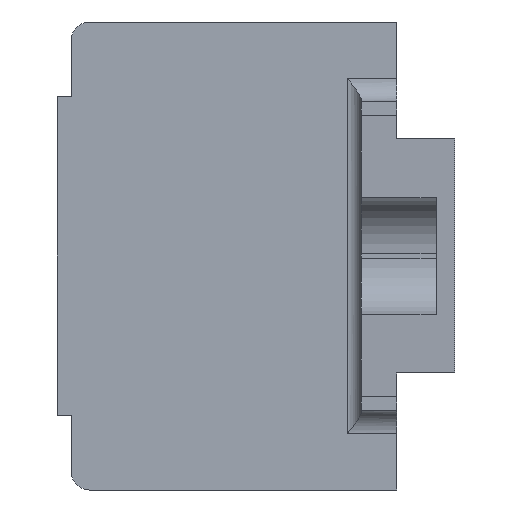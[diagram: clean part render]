
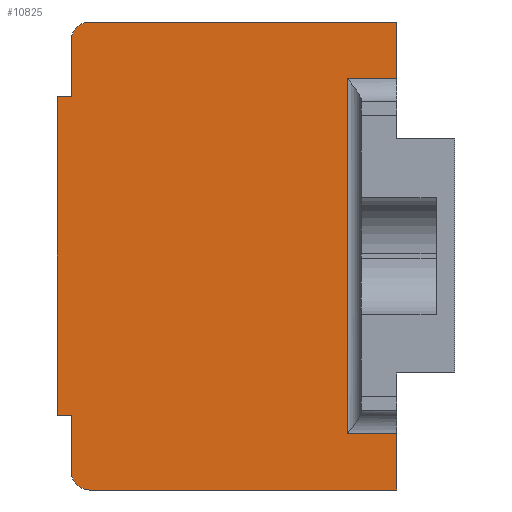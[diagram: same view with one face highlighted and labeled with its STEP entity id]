
A CAD part, left-side view. The second image highlights one B-rep face of the part: STEP entity #10825.
In plain terms, the highlighted planar face has unit normal (-1, 0, 0).
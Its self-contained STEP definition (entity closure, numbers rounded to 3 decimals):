
#4192=DIRECTION('',(0.,0.,-1.));
#4193=VECTOR('',#4192,6.);
#4194=CARTESIAN_POINT('',(-30.25,6.2,-19.));
#4195=LINE('',#4194,#4193);
#4196=DIRECTION('',(0.,1.,0.));
#4197=VECTOR('',#4196,32.8);
#4198=CARTESIAN_POINT('',(-30.25,6.2,-25.));
#4199=LINE('',#4198,#4197);
#4200=CARTESIAN_POINT('',(-30.25,39.,-23.));
#4201=DIRECTION('',(1.,0.,0.));
#4202=DIRECTION('',(0.,0.,-1.));
#4203=AXIS2_PLACEMENT_3D('',#4200,#4201,#4202);
#4205=DIRECTION('',(0.,0.,1.));
#4206=VECTOR('',#4205,6.);
#4207=CARTESIAN_POINT('',(-30.25,41.,-23.));
#4208=LINE('',#4207,#4206);
#4209=DIRECTION('',(0.,1.,0.));
#4210=VECTOR('',#4209,1.5);
#4211=CARTESIAN_POINT('',(-30.25,41.,-17.));
#4212=LINE('',#4211,#4210);
#4213=DIRECTION('',(0.,0.,1.));
#4214=VECTOR('',#4213,34.);
#4215=CARTESIAN_POINT('',(-30.25,42.5,-17.));
#4216=LINE('',#4215,#4214);
#4217=DIRECTION('',(0.,-1.,0.));
#4218=VECTOR('',#4217,1.5);
#4219=CARTESIAN_POINT('',(-30.25,42.5,17.));
#4220=LINE('',#4219,#4218);
#4221=DIRECTION('',(0.,0.,1.));
#4222=VECTOR('',#4221,6.);
#4223=CARTESIAN_POINT('',(-30.25,41.,17.));
#4224=LINE('',#4223,#4222);
#4225=CARTESIAN_POINT('',(-30.25,39.,23.));
#4226=DIRECTION('',(1.,0.,0.));
#4227=DIRECTION('',(0.,1.,0.));
#4228=AXIS2_PLACEMENT_3D('',#4225,#4226,#4227);
#4230=DIRECTION('',(0.,-1.,0.));
#4231=VECTOR('',#4230,32.8);
#4232=CARTESIAN_POINT('',(-30.25,39.,25.));
#4233=LINE('',#4232,#4231);
#4234=DIRECTION('',(0.,0.,-1.));
#4235=VECTOR('',#4234,6.);
#4236=CARTESIAN_POINT('',(-30.25,6.2,25.));
#4237=LINE('',#4236,#4235);
#4258=DIRECTION('',(0.,0.,1.));
#4259=VECTOR('',#4258,38.);
#4260=CARTESIAN_POINT('',(-30.25,11.5,-19.));
#4261=LINE('',#4260,#4259);
#4278=DIRECTION('',(0.,1.,0.));
#4279=VECTOR('',#4278,5.3);
#4280=CARTESIAN_POINT('',(-30.25,6.2,-19.));
#4281=LINE('',#4280,#4279);
#4385=DIRECTION('',(0.,-1.,0.));
#4386=VECTOR('',#4385,5.3);
#4387=CARTESIAN_POINT('',(-30.25,11.5,19.));
#4388=LINE('',#4387,#4386);
#5131=CARTESIAN_POINT('',(-30.25,42.5,17.));
#5132=CARTESIAN_POINT('',(-30.25,41.,17.));
#5133=VERTEX_POINT('',#5131);
#5134=VERTEX_POINT('',#5132);
#5135=CARTESIAN_POINT('',(-30.25,41.,23.));
#5136=VERTEX_POINT('',#5135);
#5137=CARTESIAN_POINT('',(-30.25,39.,25.));
#5138=VERTEX_POINT('',#5137);
#5139=CARTESIAN_POINT('',(-30.25,6.2,25.));
#5140=VERTEX_POINT('',#5139);
#5141=CARTESIAN_POINT('',(-30.25,6.2,-25.));
#5142=CARTESIAN_POINT('',(-30.25,39.,-25.));
#5143=VERTEX_POINT('',#5141);
#5144=VERTEX_POINT('',#5142);
#5145=CARTESIAN_POINT('',(-30.25,41.,-23.));
#5146=VERTEX_POINT('',#5145);
#5147=CARTESIAN_POINT('',(-30.25,41.,-17.));
#5148=VERTEX_POINT('',#5147);
#5149=CARTESIAN_POINT('',(-30.25,42.5,-17.));
#5150=VERTEX_POINT('',#5149);
#5625=CARTESIAN_POINT('',(-30.25,6.2,19.));
#5626=VERTEX_POINT('',#5625);
#5627=CARTESIAN_POINT('',(-30.25,6.2,-19.));
#5628=VERTEX_POINT('',#5627);
#5641=CARTESIAN_POINT('',(-30.25,11.5,-19.));
#5642=CARTESIAN_POINT('',(-30.25,11.5,19.));
#5643=VERTEX_POINT('',#5641);
#5644=VERTEX_POINT('',#5642);
#10791=CARTESIAN_POINT('',(-30.25,0.,0.));
#10792=DIRECTION('',(1.,0.,0.));
#10793=DIRECTION('',(0.,0.,-1.));
#10794=AXIS2_PLACEMENT_3D('',#10791,#10792,#10793);
#10795=PLANE('',#10794);
#10797=ORIENTED_EDGE('',*,*,#10796,.F.);
#10799=ORIENTED_EDGE('',*,*,#10798,.F.);
#10800=ORIENTED_EDGE('',*,*,#10766,.T.);
#10802=ORIENTED_EDGE('',*,*,#10801,.T.);
#10804=ORIENTED_EDGE('',*,*,#10803,.T.);
#10806=ORIENTED_EDGE('',*,*,#10805,.T.);
#10808=ORIENTED_EDGE('',*,*,#10807,.T.);
#10810=ORIENTED_EDGE('',*,*,#10809,.T.);
#10812=ORIENTED_EDGE('',*,*,#10811,.T.);
#10814=ORIENTED_EDGE('',*,*,#10813,.T.);
#10816=ORIENTED_EDGE('',*,*,#10815,.T.);
#10818=ORIENTED_EDGE('',*,*,#10817,.T.);
#10820=ORIENTED_EDGE('',*,*,#10819,.T.);
#10822=ORIENTED_EDGE('',*,*,#10821,.F.);
#10823=EDGE_LOOP('',(#10797,#10799,#10800,#10802,#10804,#10806,#10808,#10810,
#10812,#10814,#10816,#10818,#10820,#10822));
#10824=FACE_OUTER_BOUND('',#10823,.F.);
#10825=ADVANCED_FACE('',(#10824),#10795,.F.);
#4204=CIRCLE('',#4203,2.);
#4229=CIRCLE('',#4228,2.);
#10766=EDGE_CURVE('',#5628,#5143,#4195,.T.);
#10796=EDGE_CURVE('',#5643,#5644,#4261,.T.);
#10798=EDGE_CURVE('',#5628,#5643,#4281,.T.);
#10801=EDGE_CURVE('',#5143,#5144,#4199,.T.);
#10803=EDGE_CURVE('',#5144,#5146,#4204,.T.);
#10805=EDGE_CURVE('',#5146,#5148,#4208,.T.);
#10807=EDGE_CURVE('',#5148,#5150,#4212,.T.);
#10809=EDGE_CURVE('',#5150,#5133,#4216,.T.);
#10811=EDGE_CURVE('',#5133,#5134,#4220,.T.);
#10813=EDGE_CURVE('',#5134,#5136,#4224,.T.);
#10815=EDGE_CURVE('',#5136,#5138,#4229,.T.);
#10817=EDGE_CURVE('',#5138,#5140,#4233,.T.);
#10819=EDGE_CURVE('',#5140,#5626,#4237,.T.);
#10821=EDGE_CURVE('',#5644,#5626,#4388,.T.);
